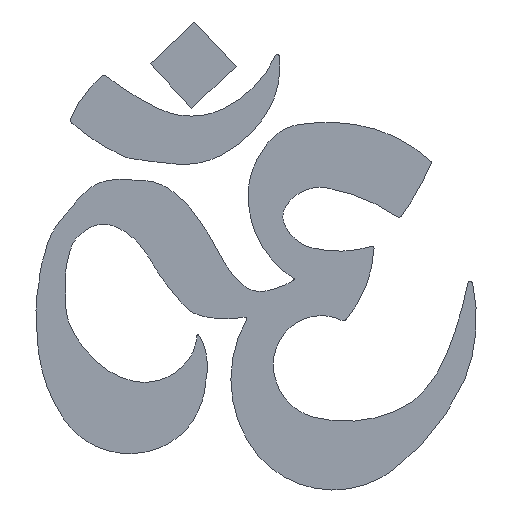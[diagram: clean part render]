
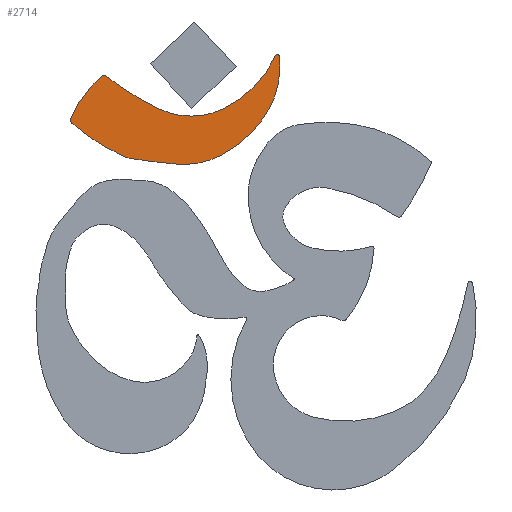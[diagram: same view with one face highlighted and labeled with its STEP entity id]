
A CAD part, left-side view. The second image highlights one B-rep face of the part: STEP entity #2714.
In plain terms, the highlighted planar face has unit normal (-1, 0, 0).
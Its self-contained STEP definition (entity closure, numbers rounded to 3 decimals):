
#2140=CARTESIAN_POINT('Axis2P3D Location',(0.,0.,0.)) ;
#2305=CARTESIAN_POINT('Vertex',(0.,46.773,94.113)) ;
#2310=CARTESIAN_POINT('Axis2P3D Location',(0.,46.415,93.949)) ;
#2314=CARTESIAN_POINT('Vertex',(0.,46.025,93.998)) ;
#2341=CARTESIAN_POINT('Axis2P3D Location',(0.,63.928,91.741)) ;
#2345=CARTESIAN_POINT('Vertex',(0.,49.196,81.321)) ;
#2372=CARTESIAN_POINT('Axis2P3D Location',(0.,69.61,95.76)) ;
#2376=CARTESIAN_POINT('Vertex',(0.,57.91,73.662)) ;
#2403=CARTESIAN_POINT('Axis2P3D Location',(0.,65.583,88.154)) ;
#2407=CARTESIAN_POINT('Vertex',(0.,66.952,71.813)) ;
#2434=CARTESIAN_POINT('Axis2P3D Location',(0.,55.948,203.185)) ;
#2438=CARTESIAN_POINT('Vertex',(0.,76.172,72.914)) ;
#2465=CARTESIAN_POINT('Axis2P3D Location',(0.,74.941,80.841)) ;
#2469=CARTESIAN_POINT('Vertex',(0.,78.266,73.54)) ;
#2496=CARTESIAN_POINT('Axis2P3D Location',(0.,60.654,112.216)) ;
#2500=CARTESIAN_POINT('Vertex',(0.,88.663,80.255)) ;
#2527=CARTESIAN_POINT('Axis2P3D Location',(0.,88.139,80.854)) ;
#2531=CARTESIAN_POINT('Vertex',(0.,88.877,81.152)) ;
#2558=CARTESIAN_POINT('Axis2P3D Location',(0.,68.301,72.83)) ;
#2562=CARTESIAN_POINT('Vertex',(0.,82.346,90.015)) ;
#2589=CARTESIAN_POINT('Axis2P3D Location',(0.,82.031,89.63)) ;
#2593=CARTESIAN_POINT('Vertex',(0.,81.724,90.021)) ;
#2620=CARTESIAN_POINT('Axis2P3D Location',(0.,45.25,136.402)) ;
#2624=CARTESIAN_POINT('Vertex',(0.,70.785,83.209)) ;
#2651=CARTESIAN_POINT('Axis2P3D Location',(0.,64.141,97.05)) ;
#2655=CARTESIAN_POINT('Vertex',(0.,57.497,83.209)) ;
#2682=CARTESIAN_POINT('Axis2P3D Location',(0.,67.25,103.527)) ;
#2141=DIRECTION('Axis2P3D Direction',(1.,0.,0.)) ;
#2142=DIRECTION('Axis2P3D XDirection',(0.,1.,0.)) ;
#2311=DIRECTION('Axis2P3D Direction',(1.,0.,0.)) ;
#2342=DIRECTION('Axis2P3D Direction',(1.,0.,0.)) ;
#2373=DIRECTION('Axis2P3D Direction',(1.,0.,0.)) ;
#2404=DIRECTION('Axis2P3D Direction',(1.,0.,0.)) ;
#2435=DIRECTION('Axis2P3D Direction',(1.,0.,0.)) ;
#2466=DIRECTION('Axis2P3D Direction',(1.,0.,0.)) ;
#2497=DIRECTION('Axis2P3D Direction',(1.,0.,0.)) ;
#2528=DIRECTION('Axis2P3D Direction',(1.,0.,0.)) ;
#2559=DIRECTION('Axis2P3D Direction',(1.,0.,0.)) ;
#2590=DIRECTION('Axis2P3D Direction',(1.,0.,0.)) ;
#2621=DIRECTION('Axis2P3D Direction',(1.,0.,0.)) ;
#2652=DIRECTION('Axis2P3D Direction',(1.,0.,0.)) ;
#2683=DIRECTION('Axis2P3D Direction',(1.,0.,0.)) ;
#2143=AXIS2_PLACEMENT_3D('Plane Axis2P3D',#2140,#2141,#2142) ;
#2312=AXIS2_PLACEMENT_3D('Circle Axis2P3D',#2310,#2311,$) ;
#2343=AXIS2_PLACEMENT_3D('Circle Axis2P3D',#2341,#2342,$) ;
#2374=AXIS2_PLACEMENT_3D('Circle Axis2P3D',#2372,#2373,$) ;
#2405=AXIS2_PLACEMENT_3D('Circle Axis2P3D',#2403,#2404,$) ;
#2436=AXIS2_PLACEMENT_3D('Circle Axis2P3D',#2434,#2435,$) ;
#2467=AXIS2_PLACEMENT_3D('Circle Axis2P3D',#2465,#2466,$) ;
#2498=AXIS2_PLACEMENT_3D('Circle Axis2P3D',#2496,#2497,$) ;
#2529=AXIS2_PLACEMENT_3D('Circle Axis2P3D',#2527,#2528,$) ;
#2560=AXIS2_PLACEMENT_3D('Circle Axis2P3D',#2558,#2559,$) ;
#2591=AXIS2_PLACEMENT_3D('Circle Axis2P3D',#2589,#2590,$) ;
#2622=AXIS2_PLACEMENT_3D('Circle Axis2P3D',#2620,#2621,$) ;
#2653=AXIS2_PLACEMENT_3D('Circle Axis2P3D',#2651,#2652,$) ;
#2684=AXIS2_PLACEMENT_3D('Circle Axis2P3D',#2682,#2683,$) ;
#2700=ORIENTED_EDGE('',*,*,#2686,.F.) ;
#2701=ORIENTED_EDGE('',*,*,#2657,.F.) ;
#2702=ORIENTED_EDGE('',*,*,#2626,.F.) ;
#2703=ORIENTED_EDGE('',*,*,#2595,.F.) ;
#2704=ORIENTED_EDGE('',*,*,#2564,.F.) ;
#2705=ORIENTED_EDGE('',*,*,#2533,.F.) ;
#2706=ORIENTED_EDGE('',*,*,#2502,.F.) ;
#2707=ORIENTED_EDGE('',*,*,#2471,.F.) ;
#2708=ORIENTED_EDGE('',*,*,#2440,.F.) ;
#2709=ORIENTED_EDGE('',*,*,#2409,.F.) ;
#2710=ORIENTED_EDGE('',*,*,#2378,.F.) ;
#2711=ORIENTED_EDGE('',*,*,#2347,.F.) ;
#2712=ORIENTED_EDGE('',*,*,#2316,.F.) ;
#2714=ADVANCED_FACE('PartBody',(#2713),#2144,.F.) ;
#2313=CIRCLE('generated circle',#2312,0.393) ;
#2344=CIRCLE('generated circle',#2343,18.044) ;
#2375=CIRCLE('generated circle',#2374,25.004) ;
#2406=CIRCLE('generated circle',#2405,16.398) ;
#2437=CIRCLE('generated circle',#2436,131.832) ;
#2468=CIRCLE('generated circle',#2467,8.022) ;
#2499=CIRCLE('generated circle',#2498,42.497) ;
#2530=CIRCLE('generated circle',#2529,0.795) ;
#2561=CIRCLE('generated circle',#2560,22.195) ;
#2592=CIRCLE('generated circle',#2591,0.498) ;
#2623=CIRCLE('generated circle',#2622,59.005) ;
#2654=CIRCLE('generated circle',#2653,15.353) ;
#2685=CIRCLE('generated circle',#2684,22.538) ;
#2316=EDGE_CURVE('',#2306,#2315,#2313,.T.) ;
#2347=EDGE_CURVE('',#2315,#2346,#2344,.T.) ;
#2378=EDGE_CURVE('',#2346,#2377,#2375,.T.) ;
#2409=EDGE_CURVE('',#2377,#2408,#2406,.T.) ;
#2440=EDGE_CURVE('',#2408,#2439,#2437,.T.) ;
#2471=EDGE_CURVE('',#2439,#2470,#2468,.T.) ;
#2502=EDGE_CURVE('',#2470,#2501,#2499,.T.) ;
#2533=EDGE_CURVE('',#2501,#2532,#2530,.T.) ;
#2564=EDGE_CURVE('',#2532,#2563,#2561,.T.) ;
#2595=EDGE_CURVE('',#2563,#2594,#2592,.T.) ;
#2626=EDGE_CURVE('',#2594,#2625,#2623,.F.) ;
#2657=EDGE_CURVE('',#2625,#2656,#2654,.F.) ;
#2686=EDGE_CURVE('',#2656,#2306,#2685,.F.) ;
#2699=EDGE_LOOP('',(#2700,#2701,#2702,#2703,#2704,#2705,#2706,#2707,#2708,#2709,#2710,#2711,#2712)) ;
#2713=FACE_OUTER_BOUND('',#2699,.T.) ;
#2144=PLANE('Plane',#2143) ;
#2306=VERTEX_POINT('',#2305) ;
#2315=VERTEX_POINT('',#2314) ;
#2346=VERTEX_POINT('',#2345) ;
#2377=VERTEX_POINT('',#2376) ;
#2408=VERTEX_POINT('',#2407) ;
#2439=VERTEX_POINT('',#2438) ;
#2470=VERTEX_POINT('',#2469) ;
#2501=VERTEX_POINT('',#2500) ;
#2532=VERTEX_POINT('',#2531) ;
#2563=VERTEX_POINT('',#2562) ;
#2594=VERTEX_POINT('',#2593) ;
#2625=VERTEX_POINT('',#2624) ;
#2656=VERTEX_POINT('',#2655) ;
